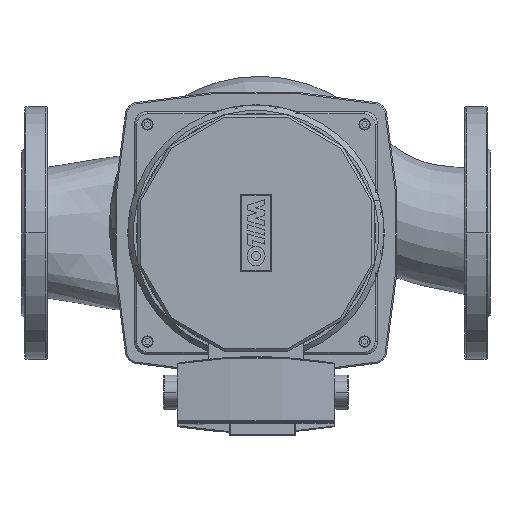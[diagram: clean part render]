
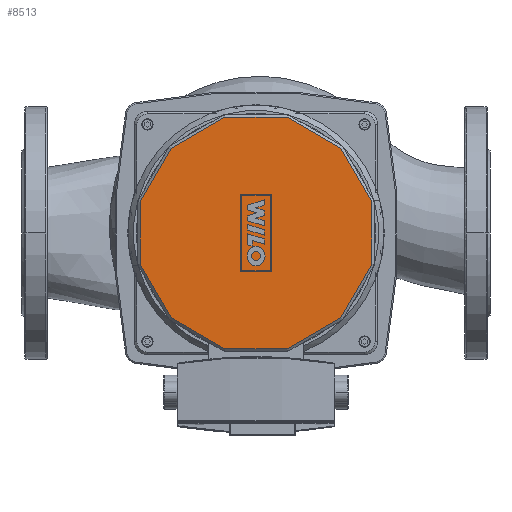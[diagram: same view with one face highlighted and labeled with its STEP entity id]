
A CAD part, front view. The second image highlights one B-rep face of the part: STEP entity #8513.
In plain terms, the highlighted planar face has unit normal (0, -1, 0).
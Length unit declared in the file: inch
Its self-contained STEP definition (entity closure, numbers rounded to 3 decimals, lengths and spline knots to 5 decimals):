
#8134=CARTESIAN_POINT('',(7.92833,-12.07825,3.46457));
#8135=VERTEX_POINT('',#8134);
#8136=CARTESIAN_POINT('',(9.53624,-12.07825,2.53624));
#8137=VERTEX_POINT('',#8136);
#8138=CARTESIAN_POINT('',(7.92833,-12.07825,3.46457));
#8139=DIRECTION('',(0.866,0.0,-0.5));
#8140=VECTOR('',#8139,1.85666);
#8141=LINE('',#8138,#8140);
#8142=EDGE_CURVE('',#8135,#8137,#8141,.T.);
#8174=CARTESIAN_POINT('',(10.46457,-12.07825,0.92833));
#8175=VERTEX_POINT('',#8174);
#8176=CARTESIAN_POINT('',(9.53624,-12.07825,2.53624));
#8177=DIRECTION('',(0.5,0.0,-0.866));
#8178=VECTOR('',#8177,1.85666);
#8179=LINE('',#8176,#8178);
#8180=EDGE_CURVE('',#8137,#8175,#8179,.T.);
#8205=CARTESIAN_POINT('',(10.46457,-12.07825,-0.92833));
#8206=VERTEX_POINT('',#8205);
#8207=CARTESIAN_POINT('',(10.46457,-12.07825,0.92833));
#8208=DIRECTION('',(0.0,0.0,-1.0));
#8209=VECTOR('',#8208,1.85666);
#8210=LINE('',#8207,#8209);
#8211=EDGE_CURVE('',#8175,#8206,#8210,.T.);
#8236=CARTESIAN_POINT('',(9.53624,-12.07825,-2.53624));
#8237=VERTEX_POINT('',#8236);
#8238=CARTESIAN_POINT('',(10.46457,-12.07825,-0.92833));
#8239=DIRECTION('',(-0.5,0.0,-0.866));
#8240=VECTOR('',#8239,1.85666);
#8241=LINE('',#8238,#8240);
#8242=EDGE_CURVE('',#8206,#8237,#8241,.T.);
#8267=CARTESIAN_POINT('',(7.92833,-12.07825,-3.46457));
#8268=VERTEX_POINT('',#8267);
#8269=CARTESIAN_POINT('',(9.53624,-12.07825,-2.53624));
#8270=DIRECTION('',(-0.866,0.0,-0.5));
#8271=VECTOR('',#8270,1.85666);
#8272=LINE('',#8269,#8271);
#8273=EDGE_CURVE('',#8237,#8268,#8272,.T.);
#8297=CARTESIAN_POINT('',(6.07167,-12.07825,-3.46457));
#8298=VERTEX_POINT('',#8297);
#8299=CARTESIAN_POINT('',(7.92833,-12.07825,-3.46457));
#8300=DIRECTION('',(-1.0,0.0,0.0));
#8301=VECTOR('',#8300,1.85666);
#8302=LINE('',#8299,#8301);
#8303=EDGE_CURVE('',#8268,#8298,#8302,.T.);
#8321=CARTESIAN_POINT('',(4.46376,-12.07825,-2.53624));
#8322=VERTEX_POINT('',#8321);
#8323=CARTESIAN_POINT('',(6.07167,-12.07825,-3.46457));
#8324=DIRECTION('',(-0.866,0.0,0.5));
#8325=VECTOR('',#8324,1.85666);
#8326=LINE('',#8323,#8325);
#8327=EDGE_CURVE('',#8298,#8322,#8326,.T.);
#8353=CARTESIAN_POINT('',(3.53543,-12.07825,-0.92833));
#8354=VERTEX_POINT('',#8353);
#8355=CARTESIAN_POINT('',(4.46376,-12.07825,-2.53624));
#8356=DIRECTION('',(-0.5,0.0,0.866));
#8357=VECTOR('',#8356,1.85666);
#8358=LINE('',#8355,#8357);
#8359=EDGE_CURVE('',#8322,#8354,#8358,.T.);
#8384=CARTESIAN_POINT('',(3.53543,-12.07825,0.92833));
#8385=VERTEX_POINT('',#8384);
#8386=CARTESIAN_POINT('',(3.53543,-12.07825,-0.92833));
#8387=DIRECTION('',(0.0,0.0,1.0));
#8388=VECTOR('',#8387,1.85666);
#8389=LINE('',#8386,#8388);
#8390=EDGE_CURVE('',#8354,#8385,#8389,.T.);
#8415=CARTESIAN_POINT('',(4.46376,-12.07825,2.53624));
#8416=VERTEX_POINT('',#8415);
#8417=CARTESIAN_POINT('',(3.53543,-12.07825,0.92833));
#8418=DIRECTION('',(0.5,0.0,0.866));
#8419=VECTOR('',#8418,1.85666);
#8420=LINE('',#8417,#8419);
#8421=EDGE_CURVE('',#8385,#8416,#8420,.T.);
#8446=CARTESIAN_POINT('',(6.07167,-12.07825,3.46457));
#8447=VERTEX_POINT('',#8446);
#8448=CARTESIAN_POINT('',(4.46376,-12.07825,2.53624));
#8449=DIRECTION('',(0.866,0.0,0.5));
#8450=VECTOR('',#8449,1.85666);
#8451=LINE('',#8448,#8450);
#8452=EDGE_CURVE('',#8416,#8447,#8451,.T.);
#8477=CARTESIAN_POINT('',(6.07167,-12.07825,3.46457));
#8478=DIRECTION('',(1.0,0.0,0.0));
#8479=VECTOR('',#8478,1.85666);
#8480=LINE('',#8477,#8479);
#8481=EDGE_CURVE('',#8447,#8135,#8480,.T.);
#8494=CARTESIAN_POINT('',(7.,-12.07825,0.));
#8495=DIRECTION('',(0.0,-1.0,0.0));
#8496=DIRECTION('',(-1.0,0.0,0.0));
#8497=AXIS2_PLACEMENT_3D('',#8494,#8495,#8496);
#8498=PLANE('',#8497);
#8499=ORIENTED_EDGE('',*,*,#8142,.F.);
#8500=ORIENTED_EDGE('',*,*,#8481,.F.);
#8501=ORIENTED_EDGE('',*,*,#8452,.F.);
#8502=ORIENTED_EDGE('',*,*,#8421,.F.);
#8503=ORIENTED_EDGE('',*,*,#8390,.F.);
#8504=ORIENTED_EDGE('',*,*,#8359,.F.);
#8505=ORIENTED_EDGE('',*,*,#8327,.F.);
#8506=ORIENTED_EDGE('',*,*,#8303,.F.);
#8507=ORIENTED_EDGE('',*,*,#8273,.F.);
#8508=ORIENTED_EDGE('',*,*,#8242,.F.);
#8509=ORIENTED_EDGE('',*,*,#8211,.F.);
#8510=ORIENTED_EDGE('',*,*,#8180,.F.);
#8511=EDGE_LOOP('',(#8499,#8500,#8501,#8502,#8503,#8504,#8505,#8506,#8507,#8508,#8509,#8510));
#8512=FACE_OUTER_BOUND('',#8511,.T.);
#8513=ADVANCED_FACE('',(#8512),#8498,.T.);
